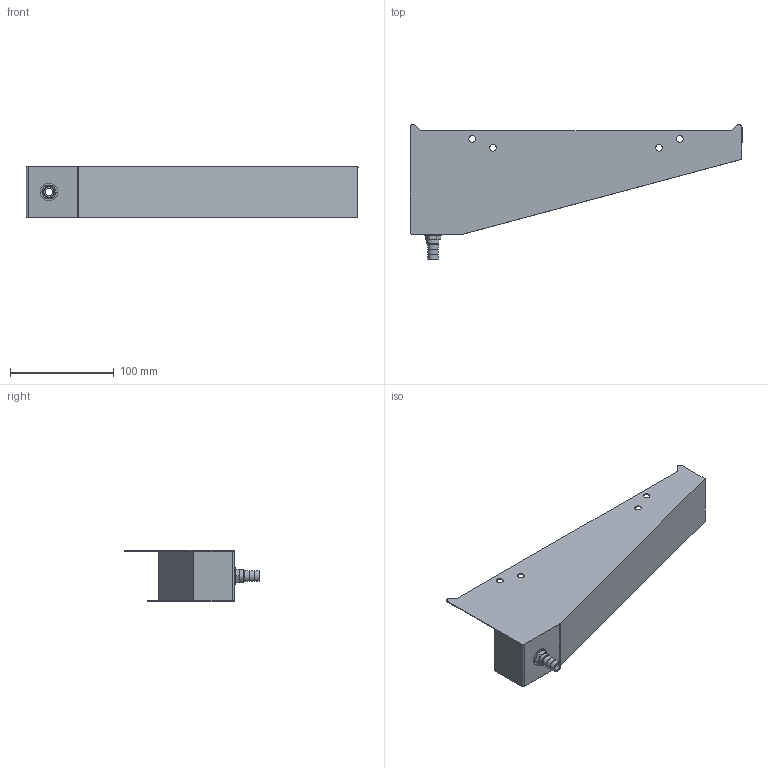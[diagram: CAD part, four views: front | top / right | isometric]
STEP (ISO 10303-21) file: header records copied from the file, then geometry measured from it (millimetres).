
FILE_DESCRIPTION (( 'STEP AP214' ), '1' );
FILE_NAME ('1003303.STEP', '2020-02-21T15:21:51', ( '' ), ( '' ), 'SwSTEP 2.0', 'SolidWorks 2019', '' );
FILE_SCHEMA (( 'AUTOMOTIVE_DESIGN' ));
Length unit declared in the file: inch
Products named in the file (1): 1003303
Bounding box: 320.01 x 130.29 x 50 mm (x, y, z)
Volume: 48478.5 mm3; surface area: 96568.6 mm2
Topology: 4 solids, 4 shells, 92 faces, 240 edges, 160 vertices
Faces by surface type: plane 49, cylinder 20, cone 18, torus 5
Full cylindrical faces by diameter (mm): 6.5 x4, 7 x1, 9.82 x1, 10 x1, 11 x1, 11.62 x1, 12.3 x1, 17 x1, 18.95 x1
Entity records: 4098 total; most frequent: CARTESIAN_POINT 628, DIRECTION 449, ORIENTED_EDGE 430, EDGE_CURVE 215, AXIS2_PLACEMENT_3D 173, VERTEX_POINT 154, EDGE_LOOP 131, FACE_OUTER_BOUND 105
